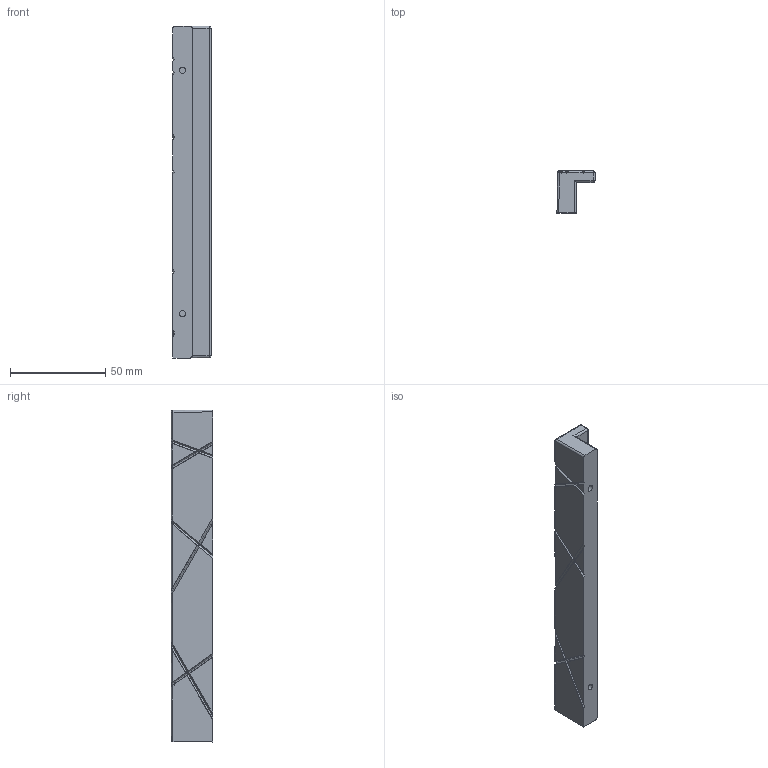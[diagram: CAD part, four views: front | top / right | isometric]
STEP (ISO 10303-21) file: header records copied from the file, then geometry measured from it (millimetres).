
FILE_DESCRIPTION(('Creo Elements/Direct Modeling STEP Export'),'2;1');
FILE_NAME('2095-174.stp','2017-11-13T11:27:02',(''),(''),'Creo Elements/Direct Modeling STEP processor for AP214 (Solid Model)','Creo Elements/Direct Modeling 20.0 12-Nov-2016 (C) Parametric Technology GmbH','');
FILE_SCHEMA(('AUTOMOTIVE_DESIGN { 1 0 10303 214 1 1 1 1 }'));
Length unit declared in the file: millimetre
Products named in the file (1): 2095-174
Bounding box: 20 x 22.03 x 174.5 mm (x, y, z)
Volume: 47506.5 mm3; surface area: 16041.3 mm2
Topology: 1 solids, 1 shells, 393 faces, 996 edges, 534 vertices
Faces by surface type: plane 168, bspline 110, cone 62, cylinder 43, extrusion 5, sphere 5
Entity records: 31113 total; most frequent: CARTESIAN_POINT 24148, ORIENTED_EDGE 1842, EDGE_CURVE 921, DIRECTION 857, VERTEX_POINT 534, EDGE_LOOP 397, FACE_OUTER_BOUND 393, ADVANCED_FACE 393
